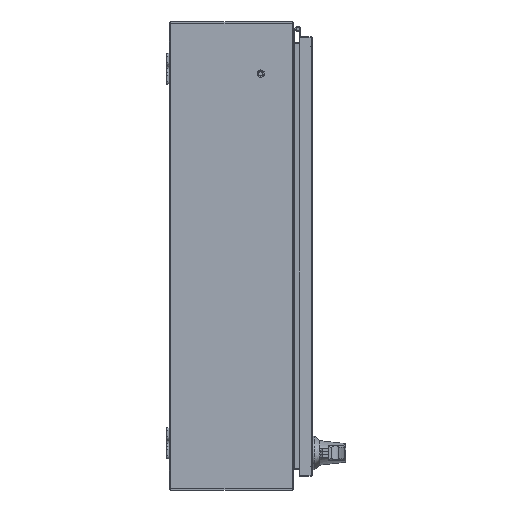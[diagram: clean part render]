
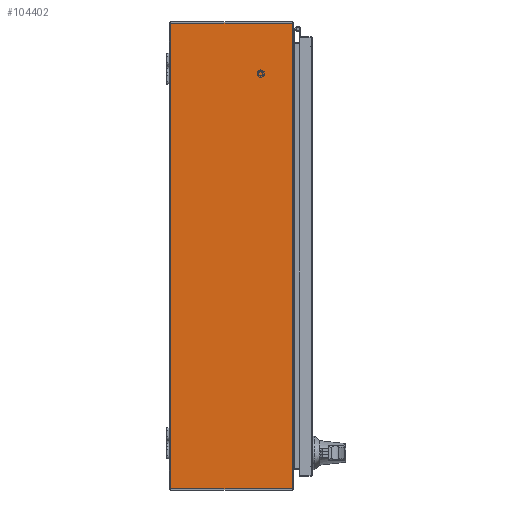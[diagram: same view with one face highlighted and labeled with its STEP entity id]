
A CAD part, front view. The second image highlights one B-rep face of the part: STEP entity #104402.
In plain terms, the highlighted face is planar.
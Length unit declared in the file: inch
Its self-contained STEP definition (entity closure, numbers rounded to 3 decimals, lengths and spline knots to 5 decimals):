
#1967 = EDGE_CURVE ( 'NONE', #22273, #115626, #80922, .T. ) ;
#6649 = DIRECTION ( 'NONE',  ( 0., -1., 0. ) ) ;
#11590 = VERTEX_POINT ( 'NONE', #62283 ) ;
#13602 = EDGE_LOOP ( 'NONE', ( #65029, #70845, #92499, #86487 ) ) ;
#14990 = CARTESIAN_POINT ( 'NONE',  ( -14.892, -0.06248, -18. ) ) ;
#19743 = CARTESIAN_POINT ( 'NONE',  ( -14.892, -0.108, -18. ) ) ;
#21560 = CARTESIAN_POINT ( 'NONE',  ( -14.92792, 39.37008, -18. ) ) ;
#22273 = VERTEX_POINT ( 'NONE', #49814 ) ;
#24157 = VECTOR ( 'NONE', #105163, 39.37008 ) ;
#27117 = VERTEX_POINT ( 'NONE', #102730 ) ;
#32545 = CARTESIAN_POINT ( 'NONE',  ( -14.892, -7.892, -18. ) ) ;
#33847 = FACE_OUTER_BOUND ( 'NONE', #13602, .T. ) ;
#35871 = EDGE_CURVE ( 'NONE', #22273, #11590, #92929, .T. ) ;
#39685 = DIRECTION ( 'NONE',  ( 0., 0., -1. ) ) ;
#42860 = DIRECTION ( 'NONE',  ( 1., 0., 0. ) ) ;
#47890 = DIRECTION ( 'NONE',  ( 0., 1., 0. ) ) ;
#49814 = CARTESIAN_POINT ( 'NONE',  ( -14.92792, -0.108, -18. ) ) ;
#50724 = LINE ( 'NONE', #32545, #24157 ) ;
#55706 = VECTOR ( 'NONE', #76281, 39.37008 ) ;
#57181 = PLANE ( 'NONE',  #115439 ) ;
#62283 = CARTESIAN_POINT ( 'NONE',  ( 14.92792, -0.108, -18. ) ) ;
#63711 = EDGE_CURVE ( 'NONE', #11590, #27117, #85785, .T. ) ;
#64805 = CARTESIAN_POINT ( 'NONE',  ( -14.92792, -7.892, -18. ) ) ;
#65029 = ORIENTED_EDGE ( 'NONE', *, *, #35871, .T. ) ;
#70845 = ORIENTED_EDGE ( 'NONE', *, *, #63711, .T. ) ;
#76281 = DIRECTION ( 'NONE',  ( 0., -1., 0. ) ) ;
#77096 = CARTESIAN_POINT ( 'NONE',  ( 14.92792, 39.37008, -18. ) ) ;
#80922 = LINE ( 'NONE', #21560, #55706 ) ;
#83991 = EDGE_CURVE ( 'NONE', #27117, #115626, #50724, .T. ) ;
#85785 = LINE ( 'NONE', #77096, #115205 ) ;
#86487 = ORIENTED_EDGE ( 'NONE', *, *, #1967, .F. ) ;
#92499 = ORIENTED_EDGE ( 'NONE', *, *, #83991, .T. ) ;
#92929 = LINE ( 'NONE', #19743, #113990 ) ;
#102730 = CARTESIAN_POINT ( 'NONE',  ( 14.92792, -7.892, -18. ) ) ;
#104402 = ADVANCED_FACE ( 'NONE', ( #33847 ), #57181, .T. ) ;
#105163 = DIRECTION ( 'NONE',  ( -1., 0., 0. ) ) ;
#113990 = VECTOR ( 'NONE', #42860, 39.37008 ) ;
#115205 = VECTOR ( 'NONE', #6649, 39.37008 ) ;
#115439 = AXIS2_PLACEMENT_3D ( 'NONE', #14990, #39685, #47890 ) ;
#115626 = VERTEX_POINT ( 'NONE', #64805 ) ;
